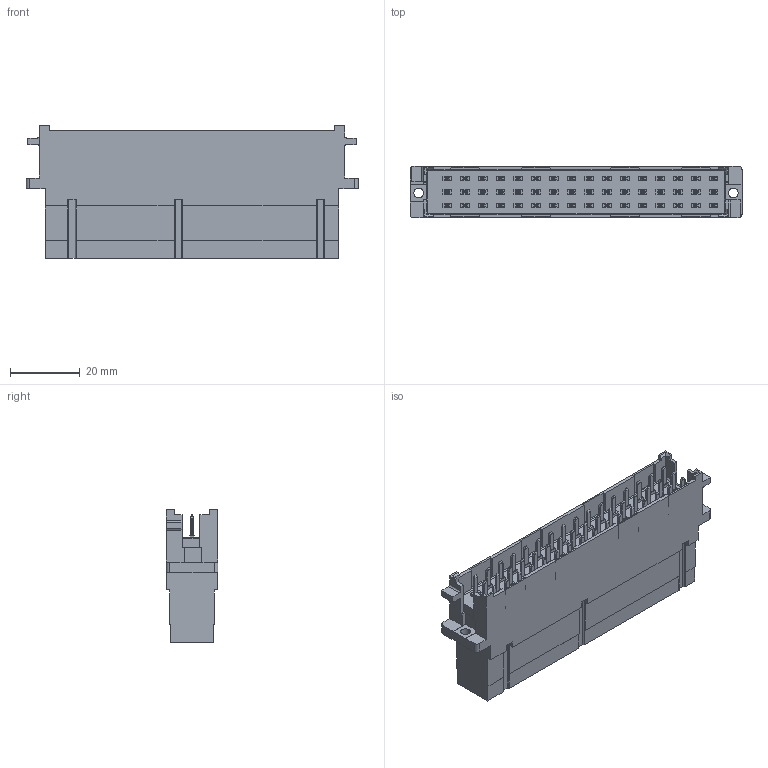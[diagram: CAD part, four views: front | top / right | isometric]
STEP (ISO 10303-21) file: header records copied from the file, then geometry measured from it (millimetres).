
FILE_DESCRIPTION(/* description */ (''),/* implementation_level */ '2;1');
FILE_NAME(/* name */ '100109120ugm000_b.stp',/* time_stamp */ '2015-09-02T07:52:38+02:00',/* author */ (''),/* organization */ (''),/* preprocessor_version */ 'ST-DEVELOPER v15',/* originating_system */ 'SIEMENS PLM Software NX 8.5',/* authorisation */ '');
FILE_SCHEMA (('AUTOMOTIVE_DESIGN { 1 0 10303 214 3 1 1 1 }'));
Products named in the file (1): 100109120ugm000_b
Bounding box: 95 x 14.8 x 38 mm (x, y, z)
Volume: 23641.7 mm3; surface area: 32175.8 mm2
Topology: 1 solids, 1 shells, 3062 faces, 8526 edges, 5610 vertices
Faces by surface type: plane 2236, cylinder 826
Full cylindrical faces by diameter (mm): 2.8 x2
Entity records: 110900 total; most frequent: CARTESIAN_POINT 21661, ORIENTED_EDGE 17048, DIRECTION 13902, EDGE_CURVE 8524, LINE 6680, VECTOR 6680, VERTEX_POINT 5610, AXIS2_PLACEMENT_3D 3611
